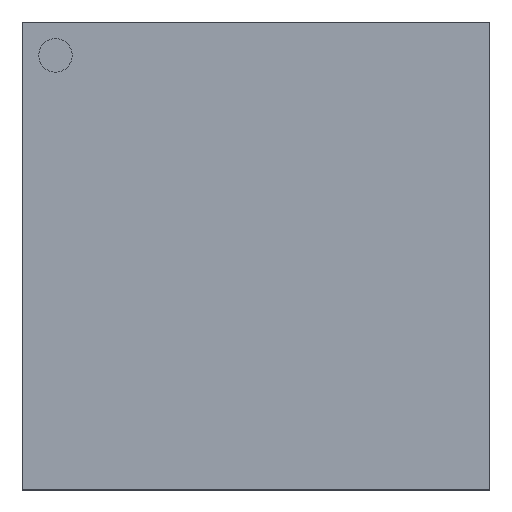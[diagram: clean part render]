
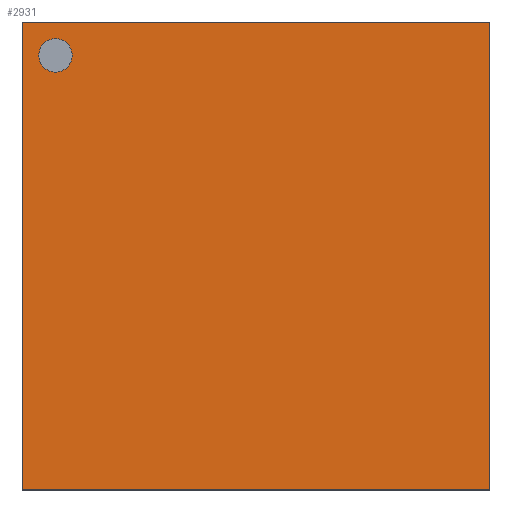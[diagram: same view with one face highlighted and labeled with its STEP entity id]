
A CAD part, top view. The second image highlights one B-rep face of the part: STEP entity #2931.
In plain terms, the highlighted planar face has unit normal (0, 0, 1).
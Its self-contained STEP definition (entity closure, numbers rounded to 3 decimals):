
#944 = VERTEX_POINT('',#945);
#945 = CARTESIAN_POINT('',(-3.5,-3.5,0.8));
#953 = VERTEX_POINT('',#954);
#954 = CARTESIAN_POINT('',(-3.5,3.5,0.8));
#960 = EDGE_CURVE('',#944,#953,#961,.T.);
#961 = LINE('',#962,#963);
#962 = CARTESIAN_POINT('',(-3.5,-3.5,0.8));
#963 = VECTOR('',#964,1.);
#964 = DIRECTION('',(0.,1.,0.));
#976 = EDGE_CURVE('',#953,#977,#979,.T.);
#977 = VERTEX_POINT('',#978);
#978 = CARTESIAN_POINT('',(3.5,3.5,0.8));
#979 = LINE('',#980,#981);
#980 = CARTESIAN_POINT('',(-3.5,3.5,0.8));
#981 = VECTOR('',#982,1.);
#982 = DIRECTION('',(1.,0.,0.));
#1000 = EDGE_CURVE('',#944,#1001,#1003,.T.);
#1001 = VERTEX_POINT('',#1002);
#1002 = CARTESIAN_POINT('',(3.5,-3.5,0.8));
#1003 = LINE('',#1004,#1005);
#1004 = CARTESIAN_POINT('',(-3.5,-3.5,0.8));
#1005 = VECTOR('',#1006,1.);
#1006 = DIRECTION('',(1.,0.,0.));
#1025 = EDGE_CURVE('',#1001,#977,#1026,.T.);
#1026 = LINE('',#1027,#1028);
#1027 = CARTESIAN_POINT('',(3.5,-3.5,0.8));
#1028 = VECTOR('',#1029,1.);
#1029 = DIRECTION('',(0.,1.,0.));
#2931 = ADVANCED_FACE('',(#2932,#2938),#2949,.T.);
#2932 = FACE_BOUND('',#2933,.T.);
#2933 = EDGE_LOOP('',(#2934,#2935,#2936,#2937));
#2934 = ORIENTED_EDGE('',*,*,#960,.F.);
#2935 = ORIENTED_EDGE('',*,*,#1000,.T.);
#2936 = ORIENTED_EDGE('',*,*,#1025,.T.);
#2937 = ORIENTED_EDGE('',*,*,#976,.F.);
#2938 = FACE_BOUND('',#2939,.T.);
#2939 = EDGE_LOOP('',(#2940));
#2940 = ORIENTED_EDGE('',*,*,#2941,.F.);
#2941 = EDGE_CURVE('',#2942,#2942,#2944,.T.);
#2942 = VERTEX_POINT('',#2943);
#2943 = CARTESIAN_POINT('',(-2.75,3.,0.8));
#2944 = CIRCLE('',#2945,0.25);
#2945 = AXIS2_PLACEMENT_3D('',#2946,#2947,#2948);
#2946 = CARTESIAN_POINT('',(-3.,3.,0.8));
#2947 = DIRECTION('',(0.,0.,1.));
#2948 = DIRECTION('',(1.,0.,0.));
#2949 = PLANE('',#2950);
#2950 = AXIS2_PLACEMENT_3D('',#2951,#2952,#2953);
#2951 = CARTESIAN_POINT('',(-3.5,-3.5,0.8));
#2952 = DIRECTION('',(0.,0.,1.));
#2953 = DIRECTION('',(1.,0.,0.));
